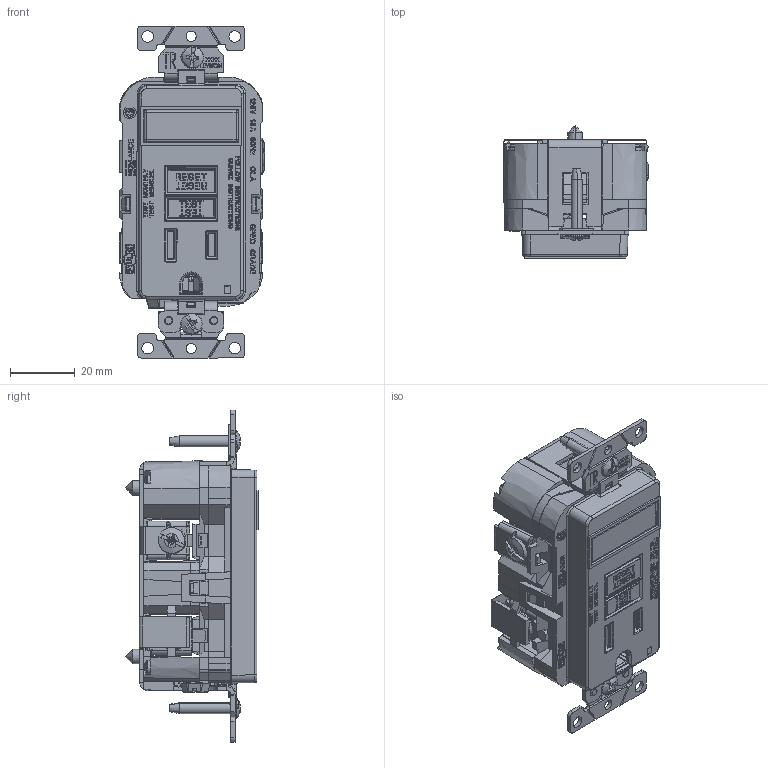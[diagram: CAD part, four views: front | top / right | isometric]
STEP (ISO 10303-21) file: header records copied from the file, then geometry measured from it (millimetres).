
FILE_DESCRIPTION (( 'STEP AP214' ), '1' );
FILE_NAME ('CATSTD-GFPL1-XXX.STEP', '2022-05-04T15:26:18', ( '' ), ( '' ), 'SwSTEP 2.0', 'SolidWorks 2020', '' );
FILE_SCHEMA (( 'AUTOMOTIVE_DESIGN' ));
Length unit declared in the file: inch
Products named in the file (1): CATSTD-GFPL1-XXX
Bounding box: 45.02 x 41.29 x 102.95 mm (x, y, z)
Surface area: 33025.6 mm2 (no closed solid volume)
Topology: 0 solids, 73 shells, 4577 faces, 20952 edges, 15753 vertices
Faces by surface type: plane 3194, bspline 968, cylinder 349, cone 54, sphere 10, torus 2
Entity records: 345920 total; most frequent: CARTESIAN_POINT 132413, ORIENTED_EDGE 30754, DIRECTION 25498, EDGE_CURVE 20944, LINE 16584, VECTOR 16584, VERTEX_POINT 15753, EDGE_LOOP 5165
